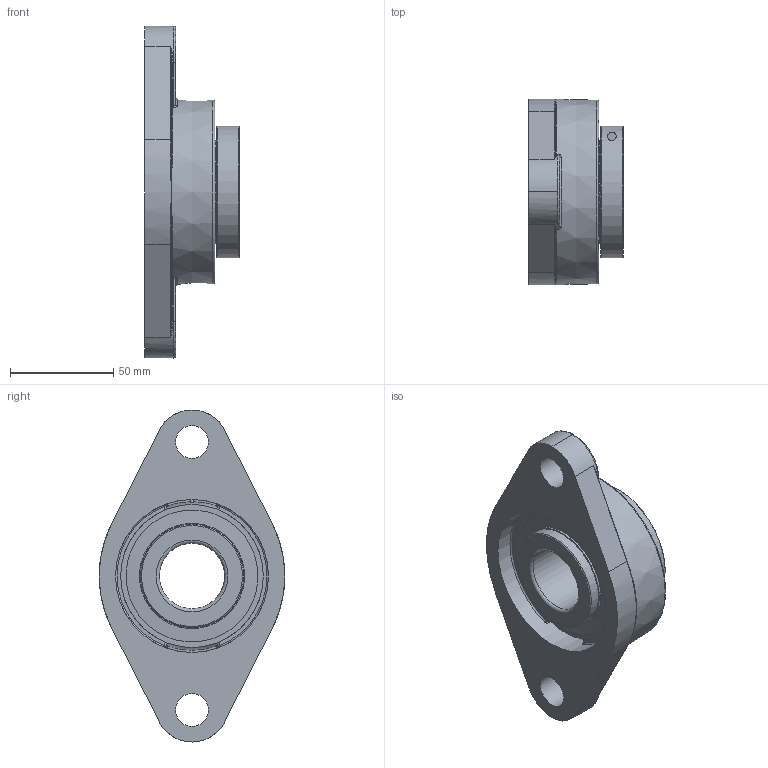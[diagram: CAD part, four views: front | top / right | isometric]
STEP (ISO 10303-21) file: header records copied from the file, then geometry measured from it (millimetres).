
FILE_DESCRIPTION(('HOOPS Exchange Step'),'2;1');
FILE_NAME('export-22457399-8B79-432C-A228-88798427CF18.stp','2020-05-27T14:24:56-07:00',('dkerr'),('Alibre'),'HOOPS Exchange 2020.0','Alibre','Unknown authorisation');
FILE_SCHEMA( ('AP242_MANAGED_MODEL_BASED_3D_ENGINEERING_MIM_LF {1 0 10303 442 1 1 4 }') );
Length unit declared in the file: inch
Products named in the file (8): MRN SFLM L4L 207; MRN SUE 207-20 L4L (1.25 ) (Race); MRN SUE 207 L4L (Shield); MRN SUE 207 L4L (Ball); MRN SUE 207 L4L (Lock Ring); MRN SUE 207 L4L (Bolt); MRN SUE 207-20 L4L (1.25); MRN SUESFLM 207-20 L4L (1.250inch)
Assembly tree (8 placements, depth 3):
  MRN SUESFLM 207-20 L4L (1.250inch)
    MRN SFLM L4L 207
    MRN SUE 207-20 L4L (1.25)
      MRN SUE 207-20 L4L (1.25 ) (Race)
      MRN SUE 207 L4L (Shield)  x2
      MRN SUE 207 L4L (Ball)
      MRN SUE 207 L4L (Lock Ring)
      MRN SUE 207 L4L (Bolt)
Bounding box: 45.9 x 90 x 161 mm (x, y, z)
Volume: 199274.8 mm3; surface area: 72930.8 mm2
Topology: 16 solids, 16 shells, 254 faces, 689 edges, 444 vertices
Faces by surface type: plane 73, cylinder 67, torus 37, bspline 34, cone 31, sphere 12
Full cylindrical faces by diameter (mm): 4.134 x1, 4.137 x1, 5.8 x1, 8.5 x1, 16 x2, 31.75 x1, 50 x4, 51.016 x2, 62 x2, 64 x2, 73.166 x1, 74.166 x1, 80.35 x1
Entity records: 15312 total; most frequent: CARTESIAN_POINT 9075, ORIENTED_EDGE 1282, DIRECTION 1261, EDGE_CURVE 641, AXIS2_PLACEMENT_3D 529, VERTEX_POINT 430, CIRCLE 288, EDGE_LOOP 269
